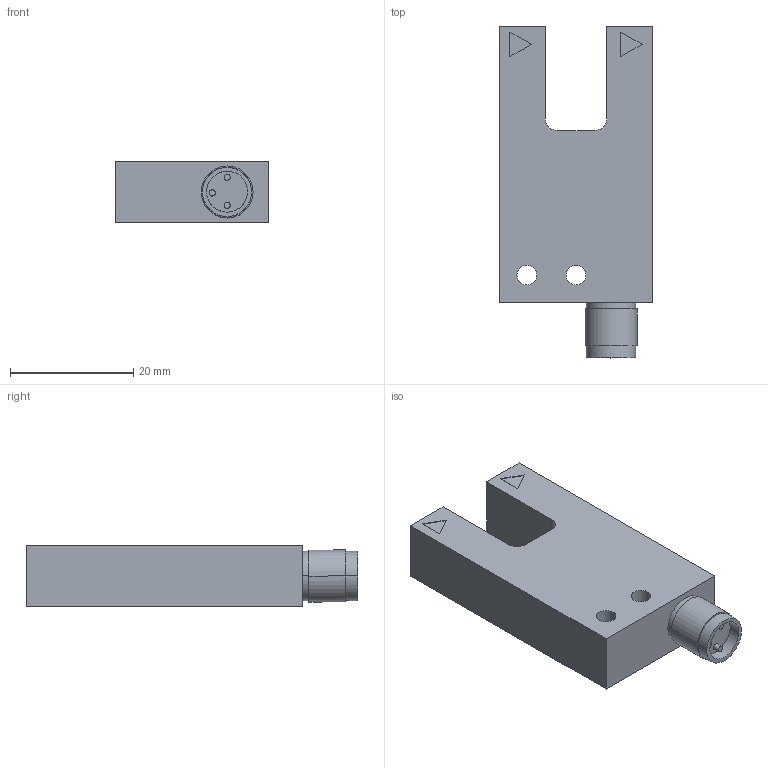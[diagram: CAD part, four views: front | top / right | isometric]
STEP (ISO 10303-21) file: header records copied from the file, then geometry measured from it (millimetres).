
FILE_DESCRIPTION(('STEP AP214'),'1');
FILE_NAME('tmp0.step','2014-11-26T08:34:13',(' '),(' '),'Spatial InterOp 3D',' ',' ');
FILE_SCHEMA(('automotive_design'));
Length unit declared in the file: millimetre
Products named in the file (1): 1
Bounding box: 25 x 53.96 x 10 mm (x, y, z)
Volume: 9802.5 mm3; surface area: 4115.3 mm2
Topology: 1 solids, 1 shells, 50 faces, 119 edges, 81 vertices
Faces by surface type: plane 26, cylinder 22, bspline 2
Entity records: 2428 total; most frequent: CARTESIAN_POINT 327, DIRECTION 265, ORIENTED_EDGE 238, STYLED_ITEM 143, PRESENTATION_STYLE_ASSIGNMENT 143, COLOUR_RGB 143, EDGE_CURVE 119, AXIS2_PLACEMENT_3D 100
